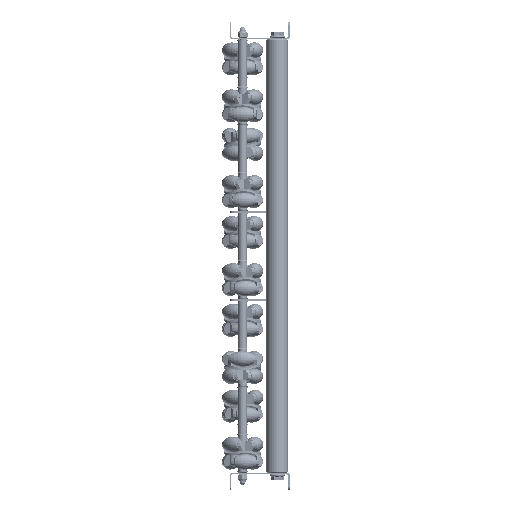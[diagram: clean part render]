
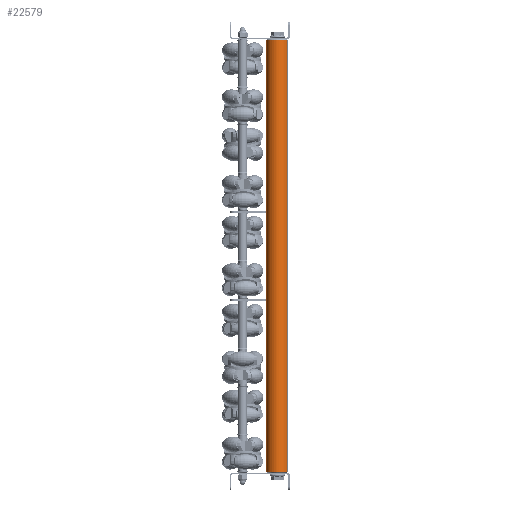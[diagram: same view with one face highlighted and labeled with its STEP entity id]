
A CAD part, left-side view. The second image highlights one B-rep face of the part: STEP entity #22579.
In plain terms, the highlighted cylindrical face has radius 12.5 mm (diameter 25 mm), a partial arc.
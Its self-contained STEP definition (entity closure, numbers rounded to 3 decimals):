
#874 = VERTEX_POINT ( 'NONE', #16714 ) ;
#1633 = DIRECTION ( 'NONE',  ( 1., 0., 0. ) ) ;
#1765 = CARTESIAN_POINT ( 'NONE',  ( 1., 0., 0. ) ) ;
#2724 = DIRECTION ( 'NONE',  ( -1., 0., 0. ) ) ;
#2993 = VECTOR ( 'NONE', #2724, 1000. ) ;
#3206 = DIRECTION ( 'NONE',  ( -1., 0., 0. ) ) ;
#3539 = CYLINDRICAL_SURFACE ( 'NONE', #13707, 12.5 ) ;
#3752 = DIRECTION ( 'NONE',  ( 0., 0., -1. ) ) ;
#3962 = EDGE_CURVE ( 'NONE', #18350, #17942, #10747, .T. ) ;
#4373 = CIRCLE ( 'NONE', #14477, 12.5 ) ;
#4674 = DIRECTION ( 'NONE',  ( 0., 0., -1. ) ) ;
#4696 = CARTESIAN_POINT ( 'NONE',  ( 500., 0., -12.5 ) ) ;
#7484 = DIRECTION ( 'NONE',  ( -1., 0., 0. ) ) ;
#8111 = FACE_OUTER_BOUND ( 'NONE', #22905, .T. ) ;
#8282 = EDGE_CURVE ( 'NONE', #16751, #18350, #21178, .T. ) ;
#10624 = ORIENTED_EDGE ( 'NONE', *, *, #20014, .T. ) ;
#10747 = CIRCLE ( 'NONE', #23308, 12.5 ) ;
#13707 = AXIS2_PLACEMENT_3D ( 'NONE', #16107, #7484, #19804 ) ;
#14477 = AXIS2_PLACEMENT_3D ( 'NONE', #18832, #24376, #4674 ) ;
#15052 = LINE ( 'NONE', #4696, #2993 ) ;
#15098 = ORIENTED_EDGE ( 'NONE', *, *, #3962, .T. ) ;
#15254 = CARTESIAN_POINT ( 'NONE',  ( 500., 0., 12.5 ) ) ;
#15255 = EDGE_CURVE ( 'NONE', #874, #17942, #15052, .T. ) ;
#15311 = VECTOR ( 'NONE', #3206, 1000. ) ;
#16107 = CARTESIAN_POINT ( 'NONE',  ( 500., 0., 0. ) ) ;
#16714 = CARTESIAN_POINT ( 'NONE',  ( 499., 0., -12.5 ) ) ;
#16751 = VERTEX_POINT ( 'NONE', #25260 ) ;
#17942 = VERTEX_POINT ( 'NONE', #20222 ) ;
#18350 = VERTEX_POINT ( 'NONE', #20069 ) ;
#18832 = CARTESIAN_POINT ( 'NONE',  ( 499., 0., 0. ) ) ;
#19804 = DIRECTION ( 'NONE',  ( 0., 0., 1. ) ) ;
#20014 = EDGE_CURVE ( 'NONE', #874, #16751, #4373, .T. ) ;
#20069 = CARTESIAN_POINT ( 'NONE',  ( 1., 0., 12.5 ) ) ;
#20222 = CARTESIAN_POINT ( 'NONE',  ( 1., 0., -12.5 ) ) ;
#21178 = LINE ( 'NONE', #15254, #15311 ) ;
#22579 = ADVANCED_FACE ( 'NONE', ( #8111 ), #3539, .T. ) ;
#22637 = ORIENTED_EDGE ( 'NONE', *, *, #15255, .F. ) ;
#22905 = EDGE_LOOP ( 'NONE', ( #22637, #10624, #23988, #15098 ) ) ;
#23308 = AXIS2_PLACEMENT_3D ( 'NONE', #1765, #1633, #3752 ) ;
#23988 = ORIENTED_EDGE ( 'NONE', *, *, #8282, .T. ) ;
#24376 = DIRECTION ( 'NONE',  ( -1., 0., 0. ) ) ;
#25260 = CARTESIAN_POINT ( 'NONE',  ( 499., 0., 12.5 ) ) ;
